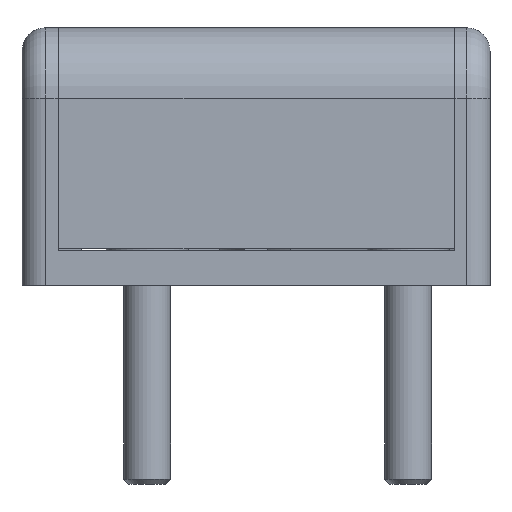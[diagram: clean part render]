
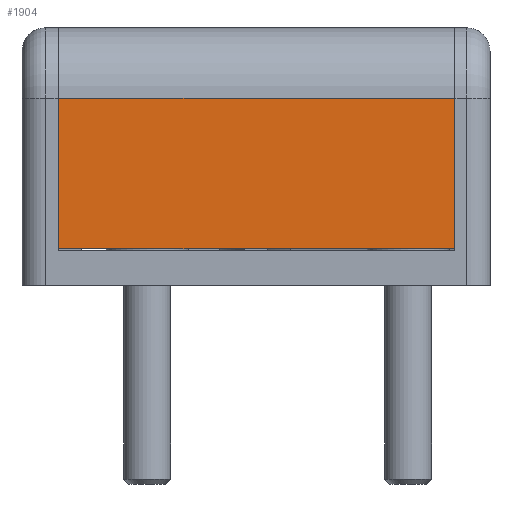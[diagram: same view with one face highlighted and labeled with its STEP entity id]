
A CAD part, front view. The second image highlights one B-rep face of the part: STEP entity #1904.
In plain terms, the highlighted planar face has unit normal (0, -1, 0).
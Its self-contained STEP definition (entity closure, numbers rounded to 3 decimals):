
#298=FACE_OUTER_BOUND('',#401,.T.);
#401=EDGE_LOOP('',(#1297,#1298,#1299,#1300));
#520=LINE('',#2802,#681);
#521=LINE('',#2804,#682);
#522=LINE('',#2806,#683);
#523=LINE('',#2807,#684);
#681=VECTOR('',#2223,12.9);
#682=VECTOR('',#2224,33.8);
#683=VECTOR('',#2225,12.9);
#684=VECTOR('',#2226,33.8);
#842=VERTEX_POINT('',#2800);
#843=VERTEX_POINT('',#2801);
#844=VERTEX_POINT('',#2803);
#845=VERTEX_POINT('',#2805);
#1024=EDGE_CURVE('',#842,#843,#520,.T.);
#1025=EDGE_CURVE('',#844,#843,#521,.T.);
#1026=EDGE_CURVE('',#844,#845,#522,.T.);
#1027=EDGE_CURVE('',#845,#842,#523,.T.);
#1297=ORIENTED_EDGE('',*,*,#1024,.T.);
#1298=ORIENTED_EDGE('',*,*,#1025,.F.);
#1299=ORIENTED_EDGE('',*,*,#1026,.T.);
#1300=ORIENTED_EDGE('',*,*,#1027,.T.);
#1843=PLANE('',#2011);
#1904=ADVANCED_FACE('',(#298),#1843,.T.);
#2011=AXIS2_PLACEMENT_3D('',#2799,#2221,#2222);
#2221=DIRECTION('center_axis',(0.,-1.,0.));
#2222=DIRECTION('ref_axis',(0.,0.,-1.));
#2223=DIRECTION('',(0.,0.,1.));
#2224=DIRECTION('',(1.,0.,0.));
#2225=DIRECTION('',(0.,0.,-1.));
#2226=DIRECTION('',(1.,0.,0.));
#2799=CARTESIAN_POINT('Origin',(-16.85,0.,3.1));
#2800=CARTESIAN_POINT('',(16.95,0.,3.1));
#2801=CARTESIAN_POINT('',(16.95,0.,16.));
#2802=CARTESIAN_POINT('',(16.95,0.,16.));
#2803=CARTESIAN_POINT('',(-16.85,0.,16.));
#2804=CARTESIAN_POINT('',(-16.85,0.,16.));
#2805=CARTESIAN_POINT('',(-16.85,0.,3.1));
#2806=CARTESIAN_POINT('',(-16.85,0.,16.));
#2807=CARTESIAN_POINT('',(-16.85,0.,3.1));
